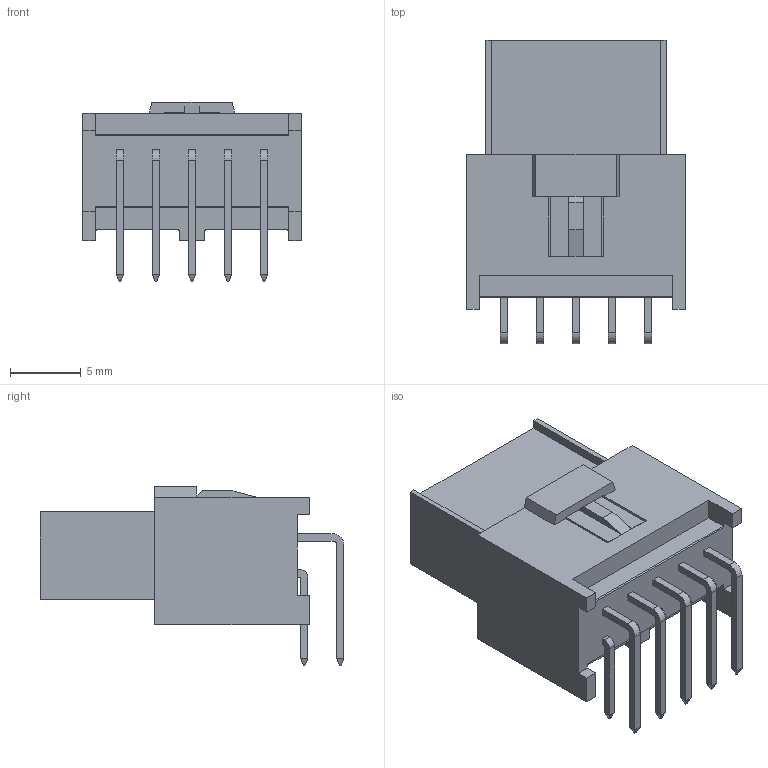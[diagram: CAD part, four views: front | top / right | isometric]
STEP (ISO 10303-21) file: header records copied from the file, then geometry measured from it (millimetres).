
FILE_DESCRIPTION(('FreeCAD Model'),'2;1');
FILE_NAME('TERA_DEBUG_angled.step', '2016-04-01T21:48:12',('Author'),(''), 'Open CASCADE STEP processor 6.7','FreeCAD','Unknown');
FILE_SCHEMA(('AUTOMOTIVE_DESIGN_CC2 { 1 2 10303 214 -1 1 5 4 }'));
Length unit declared in the file: millimetre
Products named in the file (2): ASSEMBLY; TERA_DEBUG_angled
Assembly tree (1 placements, depth 2):
  ASSEMBLY
    TERA_DEBUG_angled
Bounding box: 15.42 x 21.4 x 12.65 mm (x, y, z)
Volume: 1387.3 mm3; surface area: 2935.9 mm2
Topology: 1 solids, 1 shells, 547 faces, 1380 edges, 864 vertices
Faces by surface type: plane 528, cylinder 19
Entity records: 39423 total; most frequent: CARTESIAN_POINT 7491, DIRECTION 5171, LINE 3976, VECTOR 3976, ORIENTED_EDGE 2760, PCURVE 2760, DEFINITIONAL_REPRESENTATION 2760, EDGE_CURVE 1380
